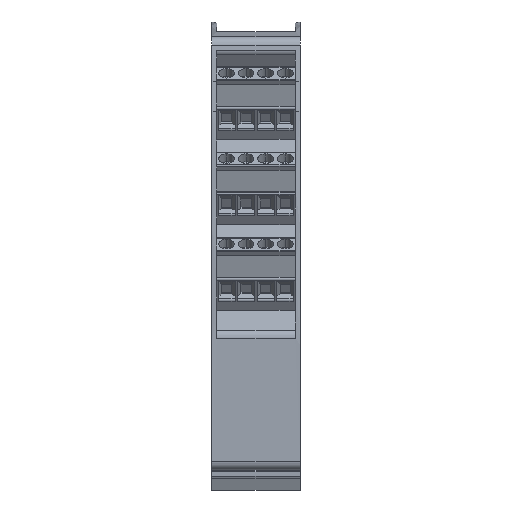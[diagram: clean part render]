
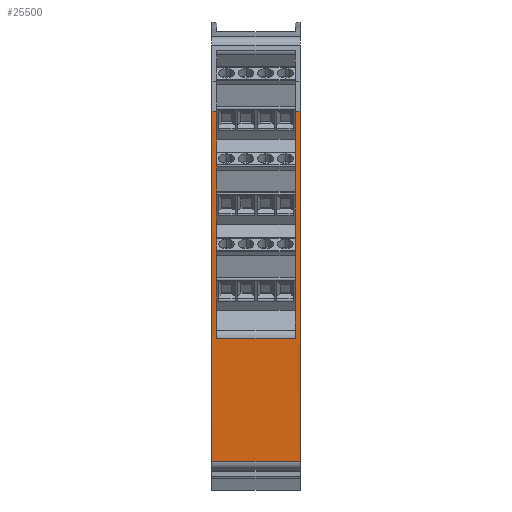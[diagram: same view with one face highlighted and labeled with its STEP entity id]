
A CAD part, front view. The second image highlights one B-rep face of the part: STEP entity #25500.
In plain terms, the highlighted cylindrical face has radius 800 mm (diameter 1600 mm), a partial arc.
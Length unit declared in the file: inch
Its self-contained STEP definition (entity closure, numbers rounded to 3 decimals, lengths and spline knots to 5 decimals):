
#25 = VERTEX_POINT ( 'NONE', #16228 ) ;
#59 = VERTEX_POINT ( 'NONE', #20752 ) ;
#149 = DIRECTION ( 'NONE',  ( 0., -0.997, -0.081 ) ) ;
#151 = CARTESIAN_POINT ( 'NONE',  ( -0.44291, -1.91847, 0.08682 ) ) ;
#613 = DIRECTION ( 'NONE',  ( -1., 0., 0. ) ) ;
#794 = LINE ( 'NONE', #22892, #5259 ) ;
#816 = CARTESIAN_POINT ( 'NONE',  ( 0., -1.99478, 1.3259 ) ) ;
#828 = CARTESIAN_POINT ( 'NONE',  ( 0.44291, 29.47377, 2.64202 ) ) ;
#1163 = DIRECTION ( 'NONE',  ( -1., 0., 0. ) ) ;
#1217 = VECTOR ( 'NONE', #10664, 39.37008 ) ;
#1221 = CARTESIAN_POINT ( 'NONE',  ( -0.3937, 29.47377, 2.64202 ) ) ;
#1513 = EDGE_LOOP ( 'NONE', ( #9957, #18223, #28776, #15020, #15398, #2414, #9535, #23655, #8854, #21929, #13744, #28897 ) ) ;
#1766 = CARTESIAN_POINT ( 'NONE',  ( -0.3937, -2.01877, 2.17117 ) ) ;
#1784 = DIRECTION ( 'NONE',  ( -1., 0., 0. ) ) ;
#2414 = ORIENTED_EDGE ( 'NONE', *, *, #5541, .T. ) ;
#2884 = VERTEX_POINT ( 'NONE', #22436 ) ;
#3257 = CARTESIAN_POINT ( 'NONE',  ( 0.44291, 29.47377, 2.64202 ) ) ;
#3409 = DIRECTION ( 'NONE',  ( 0., -0.997, -0.081 ) ) ;
#3538 = DIRECTION ( 'NONE',  ( 0., -0.997, -0.081 ) ) ;
#3768 = DIRECTION ( 'NONE',  ( 1., 0., 0. ) ) ;
#4491 = VERTEX_POINT ( 'NONE', #151 ) ;
#5259 = VECTOR ( 'NONE', #30458, 39.37008 ) ;
#5518 = FACE_OUTER_BOUND ( 'NONE', #1513, .T. ) ;
#5541 = EDGE_CURVE ( 'NONE', #25494, #16742, #17446, .T. ) ;
#6372 = DIRECTION ( 'NONE',  ( 0., -0.997, -0.081 ) ) ;
#7157 = DIRECTION ( 'NONE',  ( 0., -0.997, -0.081 ) ) ;
#7224 = VECTOR ( 'NONE', #10399, 39.37008 ) ;
#7242 = AXIS2_PLACEMENT_3D ( 'NONE', #3257, #1163, #20206 ) ;
#7459 = EDGE_CURVE ( 'NONE', #26980, #13376, #29220, .T. ) ;
#7608 = AXIS2_PLACEMENT_3D ( 'NONE', #1221, #8794, #6372 ) ;
#7829 = VERTEX_POINT ( 'NONE', #11351 ) ;
#8041 = VERTEX_POINT ( 'NONE', #24069 ) ;
#8213 = CARTESIAN_POINT ( 'NONE',  ( -0.3937, 29.47377, 2.64202 ) ) ;
#8414 = CARTESIAN_POINT ( 'NONE',  ( -0.3937, -2.01944, 2.21839 ) ) ;
#8444 = CARTESIAN_POINT ( 'NONE',  ( 0.3937, 29.47377, 2.64202 ) ) ;
#8794 = DIRECTION ( 'NONE',  ( -1., 0., 0. ) ) ;
#8854 = ORIENTED_EDGE ( 'NONE', *, *, #9615, .T. ) ;
#9042 = EDGE_CURVE ( 'NONE', #25, #23446, #17097, .T. ) ;
#9352 = CARTESIAN_POINT ( 'NONE',  ( -0.3937, 29.47377, 2.64202 ) ) ;
#9535 = ORIENTED_EDGE ( 'NONE', *, *, #19993, .T. ) ;
#9586 = DIRECTION ( 'NONE',  ( -1., 0., 0. ) ) ;
#9615 = EDGE_CURVE ( 'NONE', #13376, #7829, #21457, .T. ) ;
#9695 = DIRECTION ( 'NONE',  ( 0., -0.997, -0.081 ) ) ;
#9923 = VECTOR ( 'NONE', #1784, 39.37008 ) ;
#9957 = ORIENTED_EDGE ( 'NONE', *, *, #10340, .T. ) ;
#10340 = EDGE_CURVE ( 'NONE', #8041, #25, #20233, .T. ) ;
#10399 = DIRECTION ( 'NONE',  ( -1., 0., 0. ) ) ;
#10664 = DIRECTION ( 'NONE',  ( -1., 0., 0. ) ) ;
#10677 = DIRECTION ( 'NONE',  ( -1., 0., 0. ) ) ;
#11351 = CARTESIAN_POINT ( 'NONE',  ( -0.44291, -2.00766, 3.602 ) ) ;
#11783 = DIRECTION ( 'NONE',  ( 0., -0.997, -0.081 ) ) ;
#12217 = CIRCLE ( 'NONE', #16303, 31.49606 ) ;
#12332 = EDGE_CURVE ( 'NONE', #2884, #4491, #794, .T. ) ;
#12355 = EDGE_CURVE ( 'NONE', #59, #26178, #21736, .T. ) ;
#12558 = CARTESIAN_POINT ( 'NONE',  ( -0.3937, -2.01991, 3.02947 ) ) ;
#12883 = CARTESIAN_POINT ( 'NONE',  ( -0.44291, 29.47377, 2.64202 ) ) ;
#13175 = CARTESIAN_POINT ( 'NONE',  ( 0.3937, -1.99478, 1.3259 ) ) ;
#13376 = VERTEX_POINT ( 'NONE', #28583 ) ;
#13423 = CYLINDRICAL_SURFACE ( 'NONE', #7242, 31.49606 ) ;
#13481 = CIRCLE ( 'NONE', #19145, 31.49606 ) ;
#13633 = CARTESIAN_POINT ( 'NONE',  ( -0.3937, -2.01931, 3.07534 ) ) ;
#13744 = ORIENTED_EDGE ( 'NONE', *, *, #12332, .F. ) ;
#14119 = AXIS2_PLACEMENT_3D ( 'NONE', #828, #10677, #3409 ) ;
#15020 = ORIENTED_EDGE ( 'NONE', *, *, #12355, .T. ) ;
#15398 = ORIENTED_EDGE ( 'NONE', *, *, #17451, .T. ) ;
#16228 = CARTESIAN_POINT ( 'NONE',  ( 0.3937, -2.00766, 3.602 ) ) ;
#16303 = AXIS2_PLACEMENT_3D ( 'NONE', #26654, #9586, #7157 ) ;
#16742 = VERTEX_POINT ( 'NONE', #12558 ) ;
#17097 = CIRCLE ( 'NONE', #17629, 31.49606 ) ;
#17268 = CARTESIAN_POINT ( 'NONE',  ( -0.3937, 29.47377, 2.64202 ) ) ;
#17446 = CIRCLE ( 'NONE', #29276, 31.49606 ) ;
#17451 = EDGE_CURVE ( 'NONE', #26178, #25494, #29622, .T. ) ;
#17629 = AXIS2_PLACEMENT_3D ( 'NONE', #8444, #3768, #25695 ) ;
#17757 = LINE ( 'NONE', #816, #1217 ) ;
#18223 = ORIENTED_EDGE ( 'NONE', *, *, #9042, .T. ) ;
#18950 = EDGE_CURVE ( 'NONE', #2884, #8041, #25434, .T. ) ;
#19145 = AXIS2_PLACEMENT_3D ( 'NONE', #12883, #613, #149 ) ;
#19527 = CARTESIAN_POINT ( 'NONE',  ( 0.44291, -2.00766, 3.602 ) ) ;
#19993 = EDGE_CURVE ( 'NONE', #16742, #26980, #12217, .T. ) ;
#20206 = DIRECTION ( 'NONE',  ( 0., -0.997, -0.081 ) ) ;
#20233 = LINE ( 'NONE', #27619, #7224 ) ;
#20636 = DIRECTION ( 'NONE',  ( -1., 0., 0. ) ) ;
#20752 = CARTESIAN_POINT ( 'NONE',  ( -0.3937, -1.99478, 1.3259 ) ) ;
#21457 = LINE ( 'NONE', #19527, #9923 ) ;
#21736 = CIRCLE ( 'NONE', #26873, 31.49606 ) ;
#21929 = ORIENTED_EDGE ( 'NONE', *, *, #26372, .F. ) ;
#22436 = CARTESIAN_POINT ( 'NONE',  ( 0.44291, -1.91847, 0.08682 ) ) ;
#22892 = CARTESIAN_POINT ( 'NONE',  ( 0.44291, -1.91847, 0.08682 ) ) ;
#23446 = VERTEX_POINT ( 'NONE', #13175 ) ;
#23655 = ORIENTED_EDGE ( 'NONE', *, *, #7459, .T. ) ;
#24069 = CARTESIAN_POINT ( 'NONE',  ( 0.44291, -2.00766, 3.602 ) ) ;
#24372 = DIRECTION ( 'NONE',  ( -1., 0., 0. ) ) ;
#25434 = CIRCLE ( 'NONE', #14119, 31.49606 ) ;
#25494 = VERTEX_POINT ( 'NONE', #8414 ) ;
#25500 = ADVANCED_FACE ( 'NONE', ( #5518 ), #13423, .T. ) ;
#25695 = DIRECTION ( 'NONE',  ( 0., -0.997, -0.081 ) ) ;
#26178 = VERTEX_POINT ( 'NONE', #1766 ) ;
#26372 = EDGE_CURVE ( 'NONE', #4491, #7829, #13481, .T. ) ;
#26540 = AXIS2_PLACEMENT_3D ( 'NONE', #17268, #24372, #9695 ) ;
#26654 = CARTESIAN_POINT ( 'NONE',  ( -0.3937, 29.47377, 2.64202 ) ) ;
#26753 = DIRECTION ( 'NONE',  ( -1., 0., 0. ) ) ;
#26873 = AXIS2_PLACEMENT_3D ( 'NONE', #8213, #20636, #3538 ) ;
#26980 = VERTEX_POINT ( 'NONE', #13633 ) ;
#27619 = CARTESIAN_POINT ( 'NONE',  ( 0.44291, -2.00766, 3.602 ) ) ;
#28583 = CARTESIAN_POINT ( 'NONE',  ( -0.3937, -2.00766, 3.602 ) ) ;
#28776 = ORIENTED_EDGE ( 'NONE', *, *, #28855, .T. ) ;
#28855 = EDGE_CURVE ( 'NONE', #23446, #59, #17757, .T. ) ;
#28897 = ORIENTED_EDGE ( 'NONE', *, *, #18950, .T. ) ;
#29220 = CIRCLE ( 'NONE', #7608, 31.49606 ) ;
#29276 = AXIS2_PLACEMENT_3D ( 'NONE', #9352, #26753, #11783 ) ;
#29622 = CIRCLE ( 'NONE', #26540, 31.49606 ) ;
#30458 = DIRECTION ( 'NONE',  ( -1., 0., 0. ) ) ;
